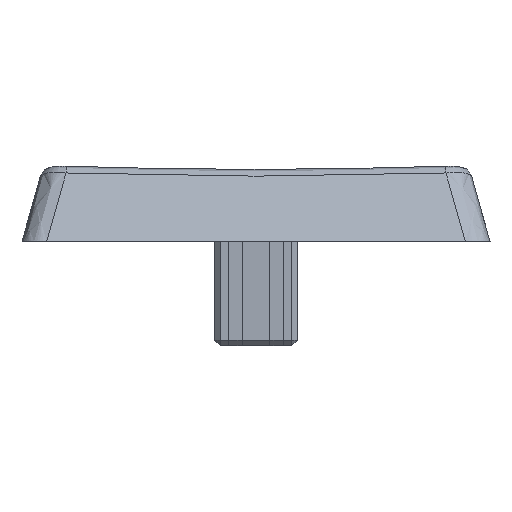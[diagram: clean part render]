
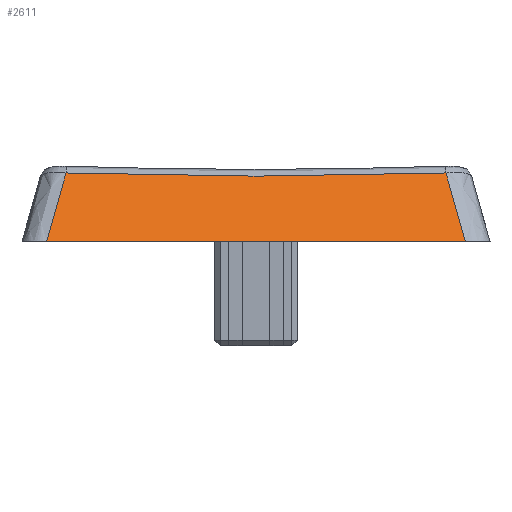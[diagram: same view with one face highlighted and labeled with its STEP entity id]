
A CAD part, front view. The second image highlights one B-rep face of the part: STEP entity #2611.
In plain terms, the highlighted free-form (B-spline) face has degree [1, 1] with [2, 2] control points.
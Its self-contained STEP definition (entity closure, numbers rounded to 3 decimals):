
#2611 = ADVANCED_FACE('',(#2612),#2700,.T.);
#2612 = FACE_BOUND('',#2613,.T.);
#2613 = EDGE_LOOP('',(#2614,#2629,#2637,#2650));
#2614 = ORIENTED_EDGE('',*,*,#2615,.F.);
#2615 = EDGE_CURVE('',#2616,#2618,#2620,.T.);
#2616 = VERTEX_POINT('',#2617);
#2617 = CARTESIAN_POINT('',(-7.603,-17.5,0.));
#2618 = VERTEX_POINT('',#2619);
#2619 = CARTESIAN_POINT('',(-6.9,-16.053,
    2.481));
#2620 = B_SPLINE_CURVE_WITH_KNOTS('',3,(#2621,#2622,#2623,#2624,#2625,
    #2626,#2627,#2628),.UNSPECIFIED.,.F.,.F.,(4,2,2,4),(
    -0.006,0.213,4.064,4.283),
  .UNSPECIFIED.);
#2621 = CARTESIAN_POINT('',(-7.655,-17.607,-0.184));
#2622 = CARTESIAN_POINT('',(-7.638,-17.571,-0.122));
#2623 = CARTESIAN_POINT('',(-7.621,-17.536,-0.061));
#2624 = CARTESIAN_POINT('',(-7.298,-16.872,
    1.077));
#2625 = CARTESIAN_POINT('',(-6.993,-16.243,
    2.154));
#2626 = CARTESIAN_POINT('',(-6.671,-15.579,
    3.292));
#2627 = CARTESIAN_POINT('',(-6.653,-15.544,
    3.354));
#2628 = CARTESIAN_POINT('',(-6.636,-15.508,
    3.415));
#2629 = ORIENTED_EDGE('',*,*,#2630,.T.);
#2630 = EDGE_CURVE('',#2616,#2631,#2633,.T.);
#2631 = VERTEX_POINT('',#2632);
#2632 = CARTESIAN_POINT('',(7.603,-17.5,0.));
#2633 = LINE('',#2634,#2635);
#2634 = CARTESIAN_POINT('',(-8.5,-17.5,0.));
#2635 = VECTOR('',#2636,1.);
#2636 = DIRECTION('',(1.,0.,0.));
#2637 = ORIENTED_EDGE('',*,*,#2638,.T.);
#2638 = EDGE_CURVE('',#2631,#2639,#2641,.T.);
#2639 = VERTEX_POINT('',#2640);
#2640 = CARTESIAN_POINT('',(6.901,-16.053,2.481
    ));
#2641 = B_SPLINE_CURVE_WITH_KNOTS('',3,(#2642,#2643,#2644,#2645,#2646,
    #2647,#2648,#2649),.UNSPECIFIED.,.F.,.F.,(4,2,2,4),(
    -0.006,0.213,4.064,4.283),
  .UNSPECIFIED.);
#2642 = CARTESIAN_POINT('',(7.655,-17.607,-0.184));
#2643 = CARTESIAN_POINT('',(7.638,-17.571,-0.122));
#2644 = CARTESIAN_POINT('',(7.621,-17.536,-0.061));
#2645 = CARTESIAN_POINT('',(7.298,-16.872,
    1.077));
#2646 = CARTESIAN_POINT('',(6.993,-16.243,
    2.154));
#2647 = CARTESIAN_POINT('',(6.671,-15.579,
    3.292));
#2648 = CARTESIAN_POINT('',(6.653,-15.544,
    3.354));
#2649 = CARTESIAN_POINT('',(6.636,-15.508,
    3.415));
#2650 = ORIENTED_EDGE('',*,*,#2651,.T.);
#2651 = EDGE_CURVE('',#2639,#2618,#2652,.T.);
#2652 = ( BOUNDED_CURVE() B_SPLINE_CURVE(12,(#2653,#2654,#2655,#2656,
    #2657,#2658,#2659,#2660,#2661,#2662,#2663,#2664,#2665,#2666,#2667,
    #2668,#2669,#2670,#2671,#2672,#2673,#2674,#2675,#2676,#2677,#2678,
    #2679,#2680,#2681,#2682,#2683,#2684,#2685,#2686,#2687,#2688,#2689,
    #2690,#2691,#2692,#2693,#2694,#2695,#2696,#2697,#2698,#2699),
.UNSPECIFIED.,.F.,.F.) B_SPLINE_CURVE_WITH_KNOTS((13,12,11,11,13),(
    -0.059,0.,7.196,14.393,
14.451),.UNSPECIFIED.) CURVE() GEOMETRIC_REPRESENTATION_ITEM() 
RATIONAL_B_SPLINE_CURVE((1.,1.,1.,1.,1.,
    1.,1.,1.,1.,1.,1.,1.
    ,1.,1.,1.,1.,1.,1.,
    1.,1.,1.,1.,1.,1.,1.,1.,
    1.,1.,1.,1.,
    1.,1.,1.,1.,1.,1.,1.
    ,1.,1.,1.,1.,
    1.,1.,1.,1.,1.,1.)) 
REPRESENTATION_ITEM('') );
#2653 = CARTESIAN_POINT('',(6.901,-16.053,2.481
    ));
#2654 = CARTESIAN_POINT('',(6.895,-16.053,
    2.481));
#2655 = CARTESIAN_POINT('',(6.89,-16.053,
    2.48));
#2656 = CARTESIAN_POINT('',(6.884,-16.053,
    2.48));
#2657 = CARTESIAN_POINT('',(6.879,-16.053,2.48
    ));
#2658 = CARTESIAN_POINT('',(6.874,-16.053,
    2.48));
#2659 = CARTESIAN_POINT('',(6.868,-16.054,
    2.48));
#2660 = CARTESIAN_POINT('',(6.863,-16.054,
    2.479));
#2661 = CARTESIAN_POINT('',(6.858,-16.054,2.479)
  );
#2662 = CARTESIAN_POINT('',(6.852,-16.054,
    2.479));
#2663 = CARTESIAN_POINT('',(6.847,-16.054,
    2.479));
#2664 = CARTESIAN_POINT('',(6.842,-16.054,
    2.479));
#2665 = CARTESIAN_POINT('',(6.836,-16.054,2.478)
  );
#2666 = CARTESIAN_POINT('',(6.269,-16.065,2.46)
  );
#2667 = CARTESIAN_POINT('',(5.701,-16.075,
    2.443));
#2668 = CARTESIAN_POINT('',(5.133,-16.084,
    2.428));
#2669 = CARTESIAN_POINT('',(4.564,-16.092,
    2.414));
#2670 = CARTESIAN_POINT('',(3.994,-16.099,
    2.402));
#2671 = CARTESIAN_POINT('',(3.424,-16.105,
    2.392));
#2672 = CARTESIAN_POINT('',(2.854,-16.11,
    2.384));
#2673 = CARTESIAN_POINT('',(2.284,-16.114,
    2.377));
#2674 = CARTESIAN_POINT('',(1.713,-16.117,
    2.372));
#2675 = CARTESIAN_POINT('',(1.142,-16.118,
    2.368));
#2676 = CARTESIAN_POINT('',(0.571,-16.119,
    2.367));
#2677 = CARTESIAN_POINT('',(-0.571,-16.119,
    2.367));
#2678 = CARTESIAN_POINT('',(-1.142,-16.118,
    2.368));
#2679 = CARTESIAN_POINT('',(-1.712,-16.117,
    2.372));
#2680 = CARTESIAN_POINT('',(-2.286,-16.113,
    2.377));
#2681 = CARTESIAN_POINT('',(-2.85,-16.11,
    2.383));
#2682 = CARTESIAN_POINT('',(-3.432,-16.104,
    2.393));
#2683 = CARTESIAN_POINT('',(-3.986,-16.099,2.401
    ));
#2684 = CARTESIAN_POINT('',(-4.571,-16.091,
    2.416));
#2685 = CARTESIAN_POINT('',(-5.128,-16.084,
    2.427));
#2686 = CARTESIAN_POINT('',(-5.702,-16.075,
    2.444));
#2687 = CARTESIAN_POINT('',(-6.259,-16.065,2.459
    ));
#2688 = CARTESIAN_POINT('',(-6.846,-16.054,
    2.479));
#2689 = CARTESIAN_POINT('',(-6.851,-16.054,
    2.479));
#2690 = CARTESIAN_POINT('',(-6.856,-16.054,
    2.479));
#2691 = CARTESIAN_POINT('',(-6.86,-16.054,
    2.479));
#2692 = CARTESIAN_POINT('',(-6.865,-16.054,
    2.48));
#2693 = CARTESIAN_POINT('',(-6.87,-16.054,
    2.48));
#2694 = CARTESIAN_POINT('',(-6.875,-16.053,
    2.48));
#2695 = CARTESIAN_POINT('',(-6.88,-16.053,
    2.48));
#2696 = CARTESIAN_POINT('',(-6.885,-16.053,
    2.48));
#2697 = CARTESIAN_POINT('',(-6.89,-16.053,
    2.48));
#2698 = CARTESIAN_POINT('',(-6.895,-16.053,
    2.481));
#2699 = CARTESIAN_POINT('',(-6.9,-16.053,
    2.481));
#2700 = B_SPLINE_SURFACE_WITH_KNOTS('',1,1,(
    (#2701,#2702)
    ,(#2703,#2704
    )),.UNSPECIFIED.,.F.,.F.,.F.,(2,2),(2,2),(0.,17.),(0.,1.),
  .PIECEWISE_BEZIER_KNOTS.);
#2701 = CARTESIAN_POINT('',(-8.5,-17.5,0.));
#2702 = CARTESIAN_POINT('',(-7.65,-15.75,3.));
#2703 = CARTESIAN_POINT('',(8.5,-17.5,0.));
#2704 = CARTESIAN_POINT('',(7.65,-15.75,3.));
